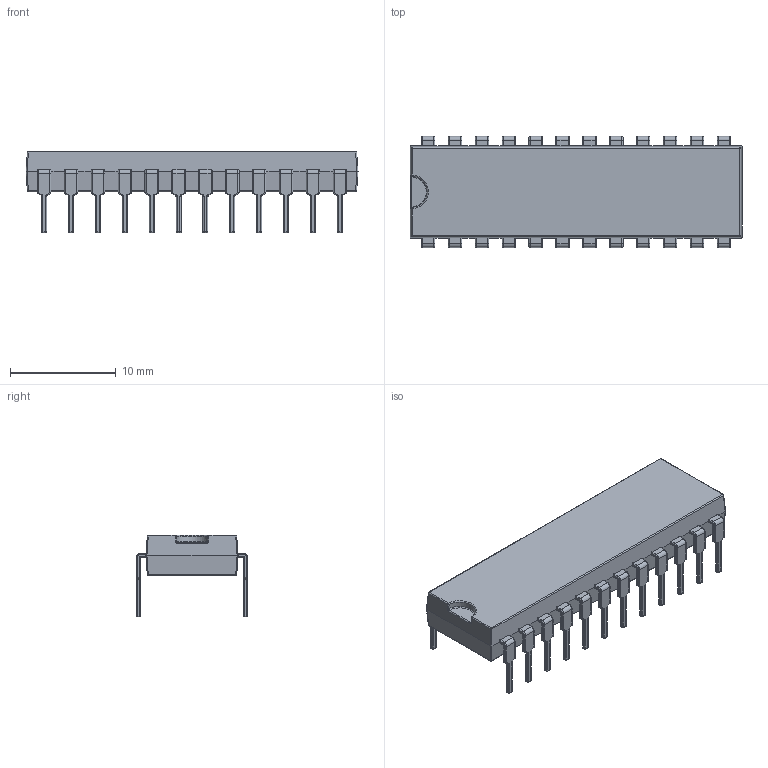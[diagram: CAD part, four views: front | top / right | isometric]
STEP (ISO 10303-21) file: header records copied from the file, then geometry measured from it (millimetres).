
FILE_DESCRIPTION(/* description */ (''),/* implementation_level */ '2;1');
FILE_NAME(/* name */ 'DIP-24 W10.16mm Package.STEP',/* time_stamp */ '2019-09-16T15:51:56+02:00',/* author */ ('PCB-Tech'),/* organization */ (''),/* preprocessor_version */ 'ST-DEVELOPER v17',/* originating_system */ 'Autodesk Inventor 2019',/* authorisation */ '');
FILE_SCHEMA (('AUTOMOTIVE_DESIGN { 1 0 10303 214 3 1 1 }'));
Length unit declared in the file: millimetre
Products named in the file (3): DIP-24 W10.16mm Package; DIP-24 W10.16; IC Beinchen
Assembly tree (25 placements, depth 2):
  DIP-24 W10.16mm Package
    IC Beinchen  x24
    DIP-24 W10.16
Bounding box: 31.38 x 10.51 x 7.75 mm (x, y, z)
Volume: 1073.2 mm3; surface area: 1326.3 mm2
Topology: 25 solids, 25 shells, 1560 faces, 3528 edges, 2016 vertices
Faces by surface type: cylinder 739, plane 419, sphere 202, torus 194, bspline 6
Entity records: 10614 total; most frequent: CARTESIAN_POINT 2154, DIRECTION 1828, ORIENTED_EDGE 1716, EDGE_CURVE 858, AXIS2_PLACEMENT_3D 638, LINE 552, VECTOR 552, VERTEX_POINT 544
